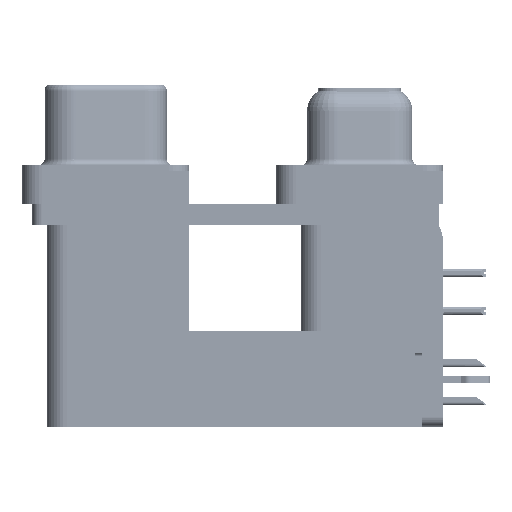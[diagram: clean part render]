
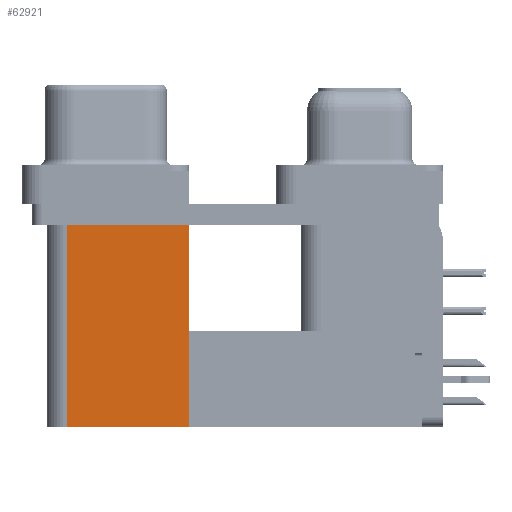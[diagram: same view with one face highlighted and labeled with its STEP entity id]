
A CAD part, left-side view. The second image highlights one B-rep face of the part: STEP entity #62921.
In plain terms, the highlighted planar face has unit normal (-1, 0, 0).
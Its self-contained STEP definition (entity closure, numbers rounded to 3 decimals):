
#615 = ORIENTED_EDGE ( 'NONE', *, *, #8856, .F. ) ;
#2555 = DIRECTION ( 'NONE',  ( 0., 0., 1. ) ) ;
#3215 = DIRECTION ( 'NONE',  ( 0., 0., 1. ) ) ;
#8189 = VERTEX_POINT ( 'NONE', #44843 ) ;
#8462 = CARTESIAN_POINT ( 'NONE',  ( 3.79, 12.775, -2.5 ) ) ;
#8571 = PLANE ( 'NONE',  #67636 ) ;
#8856 = EDGE_CURVE ( 'NONE', #8952, #8189, #13633, .T. ) ;
#8952 = VERTEX_POINT ( 'NONE', #42804 ) ;
#9040 = CARTESIAN_POINT ( 'NONE',  ( 3.79, 12.775, -19.2 ) ) ;
#12429 = CARTESIAN_POINT ( 'NONE',  ( 3.79, 12.775, -2.5 ) ) ;
#12576 = VECTOR ( 'NONE', #19586, 1000. ) ;
#13633 = LINE ( 'NONE', #9040, #12576 ) ;
#15269 = EDGE_LOOP ( 'NONE', ( #60255, #53301, #615, #36889 ) ) ;
#16233 = EDGE_CURVE ( 'NONE', #8189, #28839, #39848, .T. ) ;
#18167 = VECTOR ( 'NONE', #3215, 1000. ) ;
#18974 = VECTOR ( 'NONE', #29559, 1000. ) ;
#19586 = DIRECTION ( 'NONE',  ( 0., 1., 0. ) ) ;
#25587 = CARTESIAN_POINT ( 'NONE',  ( 3.79, 21.975, -2.5 ) ) ;
#27017 = EDGE_CURVE ( 'NONE', #51295, #28839, #46469, .T. ) ;
#27903 = CARTESIAN_POINT ( 'NONE',  ( 3.79, 21.975, -19.2 ) ) ;
#28839 = VERTEX_POINT ( 'NONE', #25587 ) ;
#29559 = DIRECTION ( 'NONE',  ( 0., 1., 0. ) ) ;
#30032 = DIRECTION ( 'NONE',  ( 0., 1., 0. ) ) ;
#30369 = FACE_OUTER_BOUND ( 'NONE', #15269, .T. ) ;
#36889 = ORIENTED_EDGE ( 'NONE', *, *, #49478, .T. ) ;
#39848 = LINE ( 'NONE', #27903, #63416 ) ;
#42804 = CARTESIAN_POINT ( 'NONE',  ( 3.79, 12.775, -19.2 ) ) ;
#44843 = CARTESIAN_POINT ( 'NONE',  ( 3.79, 21.975, -19.2 ) ) ;
#46469 = LINE ( 'NONE', #8462, #18974 ) ;
#49478 = EDGE_CURVE ( 'NONE', #8952, #51295, #50391, .T. ) ;
#50391 = LINE ( 'NONE', #56754, #18167 ) ;
#50813 = CARTESIAN_POINT ( 'NONE',  ( 3.79, 12.775, -19.2 ) ) ;
#51295 = VERTEX_POINT ( 'NONE', #12429 ) ;
#53301 = ORIENTED_EDGE ( 'NONE', *, *, #16233, .F. ) ;
#56754 = CARTESIAN_POINT ( 'NONE',  ( 3.79, 12.775, -19.2 ) ) ;
#60255 = ORIENTED_EDGE ( 'NONE', *, *, #27017, .T. ) ;
#62921 = ADVANCED_FACE ( 'NONE', ( #30369 ), #8571, .F. ) ;
#63416 = VECTOR ( 'NONE', #2555, 1000. ) ;
#67636 = AXIS2_PLACEMENT_3D ( 'NONE', #50813, #68434, #30032 ) ;
#68434 = DIRECTION ( 'NONE',  ( 1., 0., 0. ) ) ;
